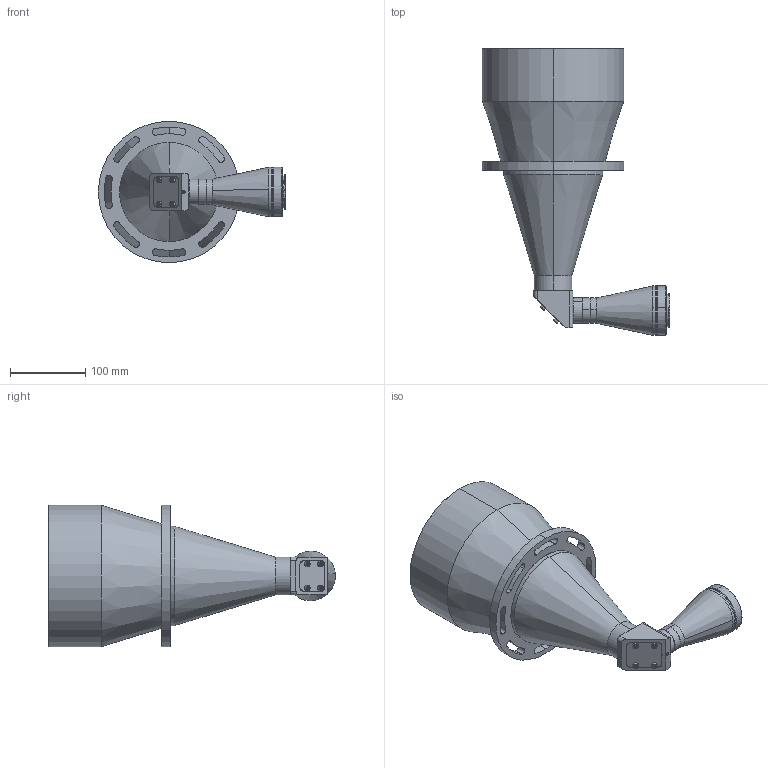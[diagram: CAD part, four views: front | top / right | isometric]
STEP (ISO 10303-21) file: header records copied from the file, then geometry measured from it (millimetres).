
FILE_DESCRIPTION (( 'STEP AP214' ), '1' );
FILE_NAME ('TTL39.2-155-320F.STEP', '2023-05-12T09:21:37', ( '' ), ( '' ), 'SwSTEP 2.0', 'SolidWorks 2022', '' );
FILE_SCHEMA (( 'AUTOMOTIVE_DESIGN' ));
Length unit declared in the file: millimetre
Products named in the file (1): TTL39.2-155-320F
Bounding box: 248.99 x 381.59 x 188 mm (x, y, z)
Volume: 2050515.7 mm3; surface area: 492077.3 mm2
Topology: 43 solids, 43 shells, 935 faces, 2117 edges, 1319 vertices
Faces by surface type: cylinder 370, plane 271, cone 207, bspline 87
Entity records: 40010 total; most frequent: CARTESIAN_POINT 7804, DIRECTION 4851, ORIENTED_EDGE 4198, EDGE_CURVE 2099, AXIS2_PLACEMENT_3D 1994, VERTEX_POINT 1319, CIRCLE 1145, EDGE_LOOP 1090
